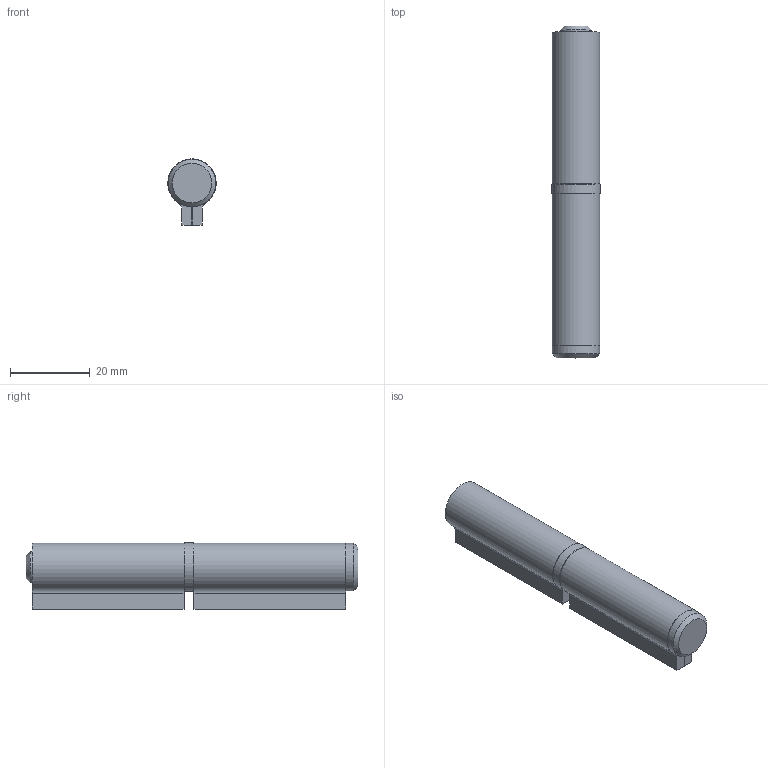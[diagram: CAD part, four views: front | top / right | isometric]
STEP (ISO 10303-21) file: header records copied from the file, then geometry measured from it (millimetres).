
FILE_DESCRIPTION (( 'STEP AP203' ), '1' );
FILE_NAME ('402-80.step', '2021-09-06T07:40:30', ( '' ), ( '' ), 'SwSTEP 2.0', 'SolidWorks 2018', '' );
FILE_SCHEMA (( 'CONFIG_CONTROL_DESIGN' ));
Length unit declared in the file: millimetre
Products named in the file (9): 402-xx Teil3_402-80 Teil3; 402-xx Teil4_402-80 Teil4; 402-xx Teil4; 402-80; 402-xx Teil1; 402-xx Teil1_402-80 Teil1; 402-xx Teil2; 402-xx Teil3; 402-xx Teil2_402-80 Teil2
Assembly tree (4 placements, depth 2):
  402-xx Teil4
  402-80
    402-xx Teil1_402-80 Teil1
    402-xx Teil2_402-80 Teil2
    402-xx Teil3_402-80 Teil3
    402-xx Teil4_402-80 Teil4
  402-xx Teil1
  402-xx Teil2
  402-xx Teil3
Bounding box: 12.1 x 83 x 16.55 mm (x, y, z)
Volume: 10539.2 mm3; surface area: 9198.2 mm2
Topology: 4 solids, 4 shells, 317 faces, 847 edges, 563 vertices
Faces by surface type: plane 142, bspline 129, cylinder 40, torus 4, cone 2
Full cylindrical faces by diameter (mm): 7.7 x1, 8 x1, 11.9 x1, 12.1 x1
Entity records: 15202 total; most frequent: CARTESIAN_POINT 7279, ORIENTED_EDGE 1672, DIRECTION 1110, EDGE_CURVE 836, VERTEX_POINT 562, VECTOR 418, LINE 418, EDGE_LOOP 354
